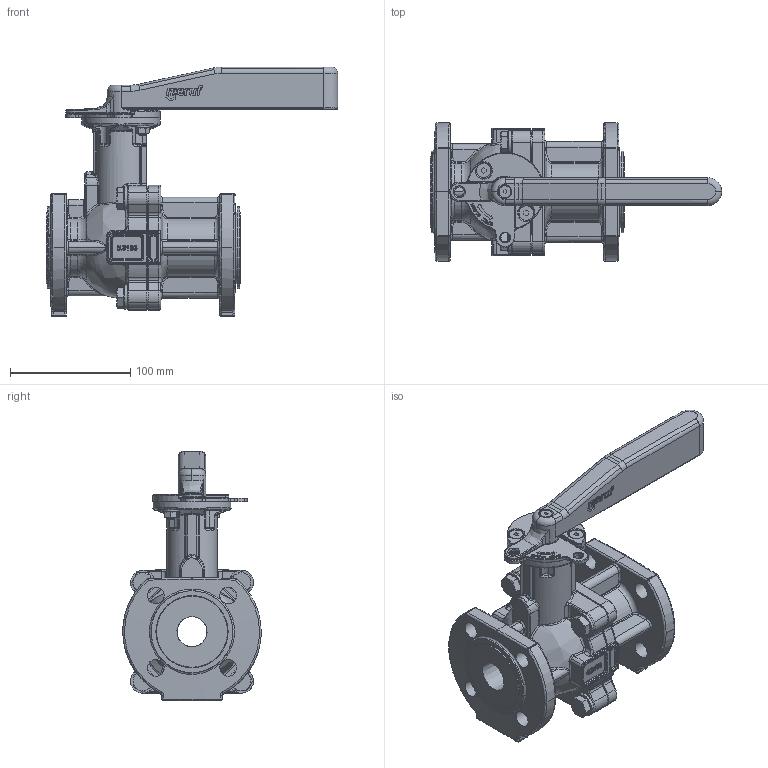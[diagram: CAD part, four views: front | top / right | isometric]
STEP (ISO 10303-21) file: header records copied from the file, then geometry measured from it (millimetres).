
FILE_DESCRIPTION(('HOOPS Exchange Step'),'2;1');
FILE_NAME('FK13000005.stp','2025-09-18T10:40:50+02:00',('nieru'),('Unknown organisation'),'HOOPS Exchange 2024.2','HOOPS Exchange','Unknown authorisation');
FILE_SCHEMA( ('AP203_CONFIGURATION_CONTROLLED_3D_DESIGN_OF_MECHANICAL_PARTS_AND_ASSEMBLIES_MIM_LF') );
Length unit declared in the file: millimetre
Products named in the file (4): 0; root
Assembly tree (3 placements, depth 3):
  root
    0
      0
      0
Bounding box: 242.1 x 115 x 207.58 mm (x, y, z)
Volume: 73698.4 mm3; surface area: 179870.5 mm2
Topology: 9 solids, 10 shells, 2306 faces, 5987 edges, 3771 vertices
Faces by surface type: bspline 723, cylinder 640, plane 546, torus 187, cone 131, sphere 54, extrusion 25
Full cylindrical faces by diameter (mm): 2.2 x4, 4.134 x1, 7 x4, 8.376 x4, 10 x4, 10.5 x4, 11.5 x4, 14 x8, 14.63 x4, 20 x4, 36 x1, 59 x2, 60 x2, 65 x1, 68 x2, 96 x1, 102 x2
Entity records: 184882 total; most frequent: CARTESIAN_POINT 138099, ORIENTED_EDGE 11878, EDGE_CURVE 5939, DIRECTION 5844, VERTEX_POINT 3763, B_SPLINE_CURVE_WITH_KNOTS 3484, EDGE_LOOP 2468, FACE_BOUND 2468
